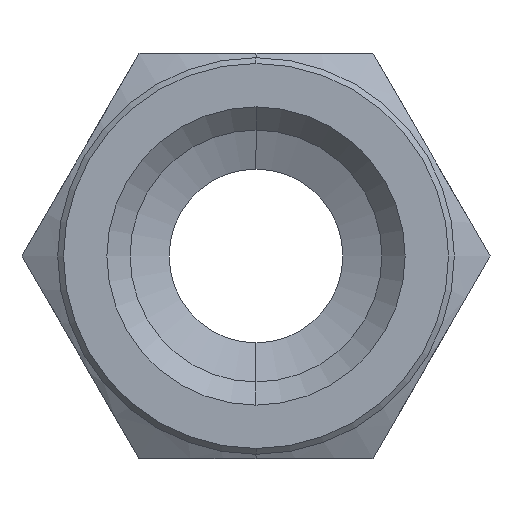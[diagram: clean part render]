
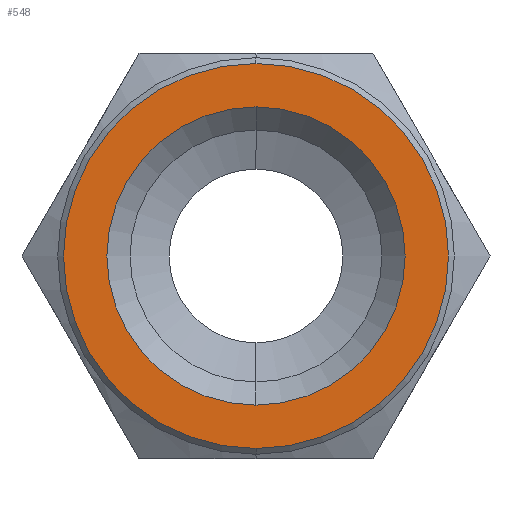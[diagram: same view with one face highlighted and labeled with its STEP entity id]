
A CAD part, front view. The second image highlights one B-rep face of the part: STEP entity #548.
In plain terms, the highlighted planar face has unit normal (0, -1, 0).
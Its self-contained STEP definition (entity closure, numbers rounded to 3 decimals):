
#8 = CIRCLE ( 'NONE', #1803, 6.65 ) ;
#141 = AXIS2_PLACEMENT_3D ( 'NONE', #803, #804, #805 ) ;
#169 = CIRCLE ( 'NONE', #205, 6.65 ) ;
#182 = AXIS2_PLACEMENT_3D ( 'NONE', #1316, #1317, #1318 ) ;
#199 = CIRCLE ( 'NONE', #182, 5.15 ) ;
#205 = AXIS2_PLACEMENT_3D ( 'NONE', #1319, #1320, #1321 ) ;
#275 = ORIENTED_EDGE ( 'NONE', *, *, #583, .T. ) ;
#318 = ORIENTED_EDGE ( 'NONE', *, *, #478, .F. ) ;
#322 = ORIENTED_EDGE ( 'NONE', *, *, #603, .F. ) ;
#375 = ORIENTED_EDGE ( 'NONE', *, *, #479, .T. ) ;
#478 = EDGE_CURVE ( 'NONE', #1599, #1578, #199, .T. ) ;
#479 = EDGE_CURVE ( 'NONE', #1583, #1567, #169, .T. ) ;
#548 = ADVANCED_FACE ( 'NONE', ( #1682, #1683 ), #802, .T. ) ;
#583 = EDGE_CURVE ( 'NONE', #1567, #1583, #8, .T. ) ;
#603 = EDGE_CURVE ( 'NONE', #1578, #1599, #1422, .T. ) ;
#802 = PLANE ( 'NONE',  #141 ) ;
#803 = CARTESIAN_POINT ( 'NONE',  ( 6.65, 0., 0. ) ) ;
#804 = DIRECTION ( 'NONE',  ( 0., -1., 0. ) ) ;
#805 = DIRECTION ( 'NONE',  ( 0., 0., -1. ) ) ;
#918 = CARTESIAN_POINT ( 'NONE',  ( 0., 0., 0. ) ) ;
#919 = DIRECTION ( 'NONE',  ( 0., -1., 0. ) ) ;
#920 = DIRECTION ( 'NONE',  ( 0., 0., -1. ) ) ;
#993 = CARTESIAN_POINT ( 'NONE',  ( 0., 0., 0. ) ) ;
#994 = DIRECTION ( 'NONE',  ( 0., -1., 0. ) ) ;
#995 = DIRECTION ( 'NONE',  ( 0., 0., -1. ) ) ;
#1032 = CARTESIAN_POINT ( 'NONE',  ( 0., 0., -6.65 ) ) ;
#1043 = CARTESIAN_POINT ( 'NONE',  ( 0., 0., 5.15 ) ) ;
#1048 = CARTESIAN_POINT ( 'NONE',  ( 0., 0., 6.65 ) ) ;
#1064 = CARTESIAN_POINT ( 'NONE',  ( 0., 0., -5.15 ) ) ;
#1316 = CARTESIAN_POINT ( 'NONE',  ( 0., 0., 0. ) ) ;
#1317 = DIRECTION ( 'NONE',  ( 0., -1., 0. ) ) ;
#1318 = DIRECTION ( 'NONE',  ( 0., 0., -1. ) ) ;
#1319 = CARTESIAN_POINT ( 'NONE',  ( 0., 0., 0. ) ) ;
#1320 = DIRECTION ( 'NONE',  ( 0., -1., 0. ) ) ;
#1321 = DIRECTION ( 'NONE',  ( 0., 0., -1. ) ) ;
#1422 = CIRCLE ( 'NONE', #1431, 5.15 ) ;
#1431 = AXIS2_PLACEMENT_3D ( 'NONE', #993, #994, #995 ) ;
#1469 = EDGE_LOOP ( 'NONE', ( #375, #275 ) ) ;
#1470 = EDGE_LOOP ( 'NONE', ( #318, #322 ) ) ;
#1567 = VERTEX_POINT ( 'NONE', #1032 ) ;
#1578 = VERTEX_POINT ( 'NONE', #1043 ) ;
#1583 = VERTEX_POINT ( 'NONE', #1048 ) ;
#1599 = VERTEX_POINT ( 'NONE', #1064 ) ;
#1682 = FACE_BOUND ( 'NONE', #1470, .T. ) ;
#1683 = FACE_OUTER_BOUND ( 'NONE', #1469, .T. ) ;
#1803 = AXIS2_PLACEMENT_3D ( 'NONE', #918, #919, #920 ) ;
